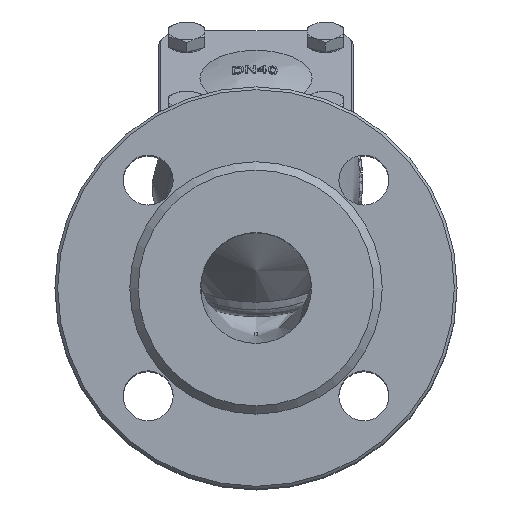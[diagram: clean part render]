
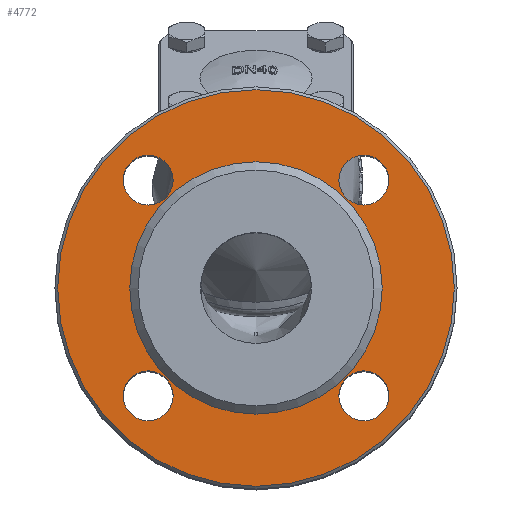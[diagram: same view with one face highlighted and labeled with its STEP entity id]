
A CAD part, top view. The second image highlights one B-rep face of the part: STEP entity #4772.
In plain terms, the highlighted planar face has unit normal (0, 0, 1).
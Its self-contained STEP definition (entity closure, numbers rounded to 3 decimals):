
#164=CIRCLE('',#5127,71.5);
#165=CIRCLE('',#5129,45.5);
#166=CIRCLE('',#5130,9.);
#167=CIRCLE('',#5131,9.);
#168=CIRCLE('',#5132,9.);
#169=CIRCLE('',#5133,9.);
#331=FACE_BOUND('',#1431,.T.);
#332=FACE_BOUND('',#1432,.T.);
#333=FACE_BOUND('',#1433,.T.);
#334=FACE_BOUND('',#1434,.T.);
#335=FACE_BOUND('',#1435,.T.);
#421=PLANE('',#5128);
#1139=FACE_OUTER_BOUND('',#1430,.T.);
#1430=EDGE_LOOP('',(#3740));
#1431=EDGE_LOOP('',(#3741));
#1432=EDGE_LOOP('',(#3742));
#1433=EDGE_LOOP('',(#3743));
#1434=EDGE_LOOP('',(#3744));
#1435=EDGE_LOOP('',(#3745));
#2121=VERTEX_POINT('',#10499);
#2122=VERTEX_POINT('',#10503);
#2123=VERTEX_POINT('',#10505);
#2124=VERTEX_POINT('',#10507);
#2125=VERTEX_POINT('',#10509);
#2126=VERTEX_POINT('',#10511);
#2693=EDGE_CURVE('',#2121,#2121,#164,.T.);
#2695=EDGE_CURVE('',#2122,#2122,#165,.T.);
#2696=EDGE_CURVE('',#2123,#2123,#166,.T.);
#2697=EDGE_CURVE('',#2124,#2124,#167,.T.);
#2698=EDGE_CURVE('',#2125,#2125,#168,.T.);
#2699=EDGE_CURVE('',#2126,#2126,#169,.T.);
#3740=ORIENTED_EDGE('',*,*,#2693,.F.);
#3741=ORIENTED_EDGE('',*,*,#2695,.F.);
#3742=ORIENTED_EDGE('',*,*,#2696,.T.);
#3743=ORIENTED_EDGE('',*,*,#2697,.T.);
#3744=ORIENTED_EDGE('',*,*,#2698,.T.);
#3745=ORIENTED_EDGE('',*,*,#2699,.T.);
#4772=ADVANCED_FACE('',(#1139,#331,#332,#333,#334,#335),#421,.T.);
#5127=AXIS2_PLACEMENT_3D('',#10500,#5732,#5733);
#5128=AXIS2_PLACEMENT_3D('',#10502,#5735,#5736);
#5129=AXIS2_PLACEMENT_3D('',#10504,#5737,#5738);
#5130=AXIS2_PLACEMENT_3D('',#10506,#5739,#5740);
#5131=AXIS2_PLACEMENT_3D('',#10508,#5741,#5742);
#5132=AXIS2_PLACEMENT_3D('',#10510,#5743,#5744);
#5133=AXIS2_PLACEMENT_3D('',#10512,#5745,#5746);
#5732=DIRECTION('center_axis',(0.,0.,-1.));
#5733=DIRECTION('ref_axis',(-1.,0.,0.));
#5735=DIRECTION('center_axis',(0.,0.,1.));
#5736=DIRECTION('ref_axis',(1.,0.,0.));
#5737=DIRECTION('center_axis',(0.,0.,1.));
#5738=DIRECTION('ref_axis',(-1.,0.,0.));
#5739=DIRECTION('center_axis',(0.,0.,-1.));
#5740=DIRECTION('ref_axis',(-1.,0.,0.));
#5741=DIRECTION('center_axis',(0.,0.,-1.));
#5742=DIRECTION('ref_axis',(-1.,0.,0.));
#5743=DIRECTION('center_axis',(0.,0.,-1.));
#5744=DIRECTION('ref_axis',(-1.,0.,0.));
#5745=DIRECTION('center_axis',(0.,0.,-1.));
#5746=DIRECTION('ref_axis',(-1.,0.,0.));
#10499=CARTESIAN_POINT('',(71.5,0.,197.));
#10500=CARTESIAN_POINT('Origin',(0.,0.,197.));
#10502=CARTESIAN_POINT('Origin',(0.,0.,197.));
#10503=CARTESIAN_POINT('',(45.5,0.,197.));
#10504=CARTESIAN_POINT('Origin',(0.,0.,197.));
#10505=CARTESIAN_POINT('',(-29.891,38.891,197.));
#10506=CARTESIAN_POINT('Origin',(-38.891,38.891,197.));
#10507=CARTESIAN_POINT('',(-29.891,-38.891,197.));
#10508=CARTESIAN_POINT('Origin',(-38.891,-38.891,197.));
#10509=CARTESIAN_POINT('',(47.891,-38.891,197.));
#10510=CARTESIAN_POINT('Origin',(38.891,-38.891,197.));
#10511=CARTESIAN_POINT('',(47.891,38.891,197.));
#10512=CARTESIAN_POINT('Origin',(38.891,38.891,197.));
